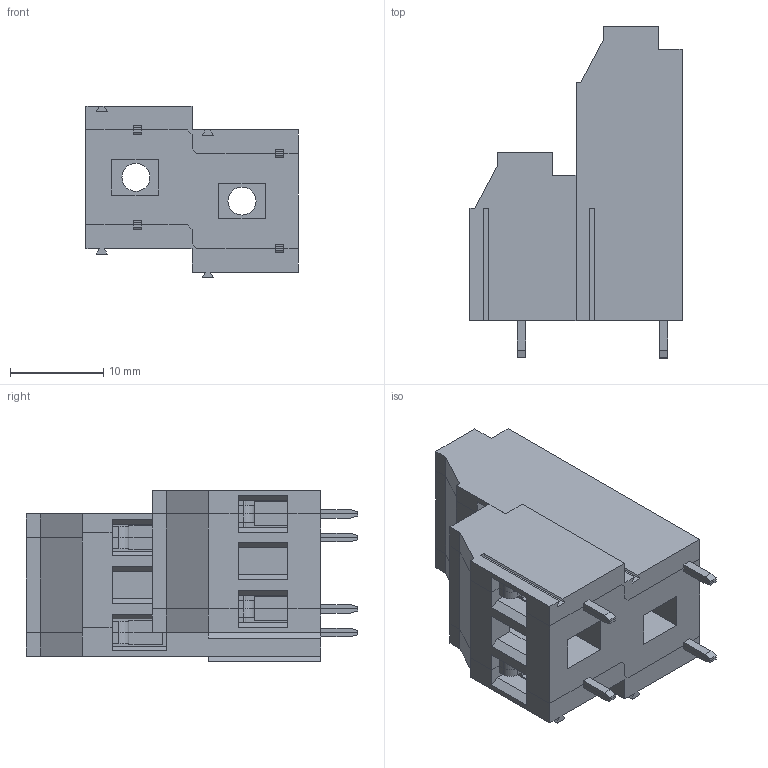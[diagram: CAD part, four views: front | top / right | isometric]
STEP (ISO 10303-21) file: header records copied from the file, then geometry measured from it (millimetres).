
FILE_DESCRIPTION( ( 'Unknown' ), '1' );
FILE_NAME( '691233610004.stp', 'Unknown', ( 'Unknown' ), ( 'Unknown' ), 'PSStep 18.0.17', 'Unknown', ' ' );
FILE_SCHEMA( ( 'AUTOMOTIVE_DESIGN { 1 0 10303 214 1 1 1 1 }' ) );
Length unit declared in the file: millimetre
Products named in the file (4): Assem1; MRT18P10.16V04_DX; MRT18P10.16V04_CNT; MRT18P10.16V04_SX
Assembly tree (3 placements, depth 2):
  Assem1
    MRT18P10.16V04_DX
    MRT18P10.16V04_CNT
    MRT18P10.16V04_SX
Bounding box: 22.7 x 35.5 x 18.38 mm (x, y, z)
Volume: 6263.9 mm3; surface area: 6677.5 mm2
Topology: 3 solids, 3 shells, 349 faces, 1014 edges, 675 vertices
Faces by surface type: plane 325, cylinder 24
Full cylindrical faces by diameter (mm): 3 x2, 4 x2
Entity records: 14150 total; most frequent: CARTESIAN_POINT 2030, ORIENTED_EDGE 2012, DIRECTION 1776, EDGE_CURVE 1006, LINE 942, VECTOR 942, VERTEX_POINT 671, AXIS2_PLACEMENT_3D 417
